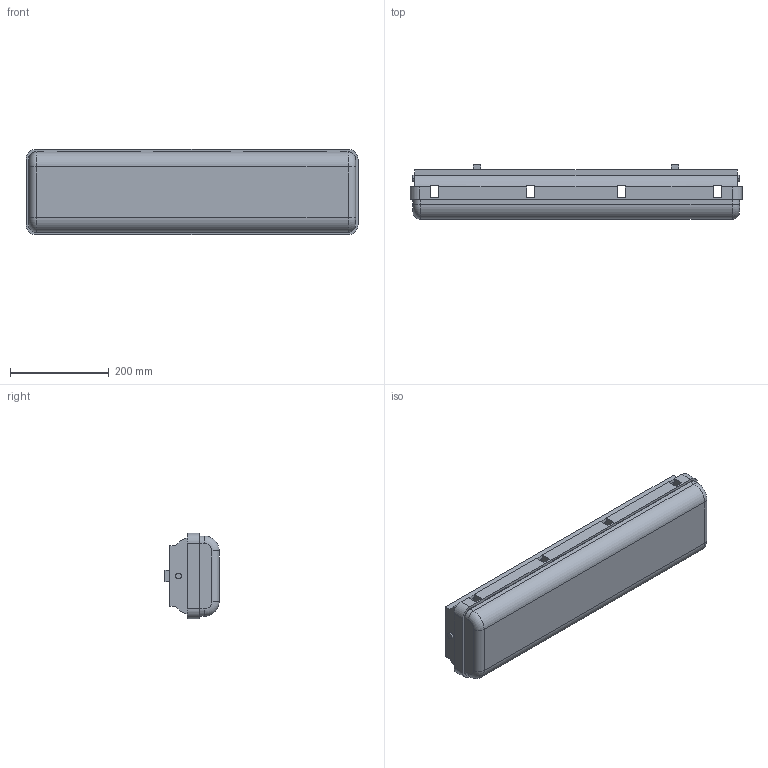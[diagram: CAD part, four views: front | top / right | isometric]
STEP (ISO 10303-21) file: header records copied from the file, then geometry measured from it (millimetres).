
FILE_DESCRIPTION (( 'STEP AP214' ), '1' );
FILE_NAME ('LZ 218 HF new.STEP', '2018-07-20T08:30:17', ( '' ), ( '' ), 'SwSTEP 2.0', 'SolidWorks 2013', '' );
FILE_SCHEMA (( 'AUTOMOTIVE_DESIGN' ));
Length unit declared in the file: millimetre
Products named in the file (1): LZ 218 HF new
Bounding box: 671 x 110 x 173 mm (x, y, z)
Volume: 5231125.5 mm3; surface area: 762792.2 mm2
Topology: 2 solids, 2 shells, 129 faces, 376 edges, 248 vertices
Faces by surface type: plane 93, cylinder 32, torus 4
Entity records: 4539 total; most frequent: CARTESIAN_POINT 754, ORIENTED_EDGE 752, DIRECTION 736, EDGE_CURVE 376, LINE 276, VECTOR 276, VERTEX_POINT 248, AXIS2_PLACEMENT_3D 230
